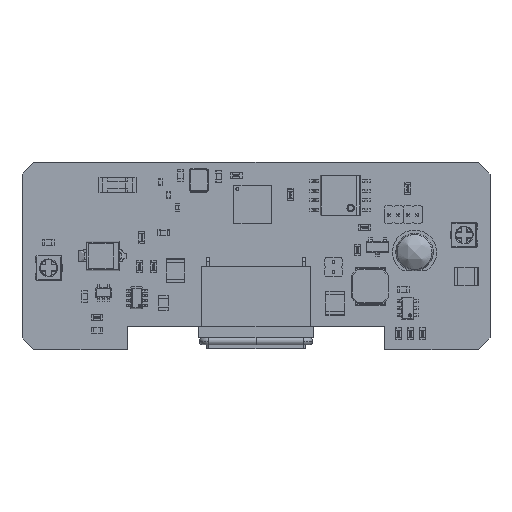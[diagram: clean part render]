
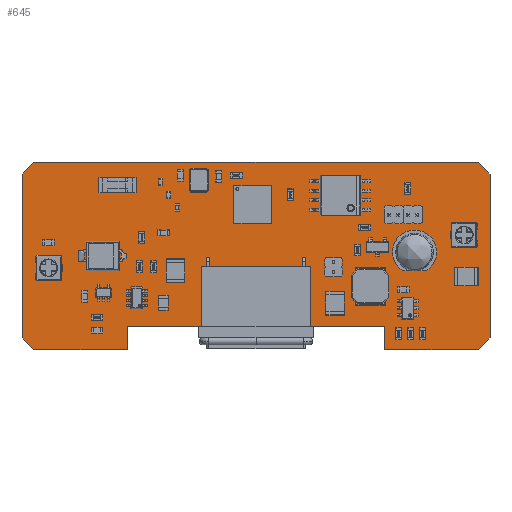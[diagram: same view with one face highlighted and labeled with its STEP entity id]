
A CAD part, top view. The second image highlights one B-rep face of the part: STEP entity #645.
In plain terms, the highlighted planar face has unit normal (0, 0, 1).
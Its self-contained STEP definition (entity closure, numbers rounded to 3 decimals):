
#260 = VERTEX_POINT('',#261);
#261 = CARTESIAN_POINT('',(62.5,1.55,0.891));
#267 = EDGE_CURVE('',#260,#268,#270,.T.);
#268 = VERTEX_POINT('',#269);
#269 = CARTESIAN_POINT('',(60.95,0.,0.891));
#270 = LINE('',#271,#272);
#271 = CARTESIAN_POINT('',(62.5,1.55,0.891));
#272 = VECTOR('',#273,1.);
#273 = DIRECTION('',(-0.707,-0.707,0.));
#298 = EDGE_CURVE('',#268,#299,#301,.T.);
#299 = VERTEX_POINT('',#300);
#300 = CARTESIAN_POINT('',(48.425,0.,0.891));
#301 = LINE('',#302,#303);
#302 = CARTESIAN_POINT('',(60.95,0.,0.891));
#303 = VECTOR('',#304,1.);
#304 = DIRECTION('',(-1.,0.,0.));
#329 = EDGE_CURVE('',#299,#330,#332,.T.);
#330 = VERTEX_POINT('',#331);
#331 = CARTESIAN_POINT('',(48.425,3.125,0.891));
#332 = LINE('',#333,#334);
#333 = CARTESIAN_POINT('',(48.425,0.,0.891));
#334 = VECTOR('',#335,1.);
#335 = DIRECTION('',(0.,1.,0.));
#360 = EDGE_CURVE('',#330,#361,#363,.T.);
#361 = VERTEX_POINT('',#362);
#362 = CARTESIAN_POINT('',(14.075,3.125,0.891));
#363 = LINE('',#364,#365);
#364 = CARTESIAN_POINT('',(48.425,3.125,0.891));
#365 = VECTOR('',#366,1.);
#366 = DIRECTION('',(-1.,0.,0.));
#391 = EDGE_CURVE('',#361,#392,#394,.T.);
#392 = VERTEX_POINT('',#393);
#393 = CARTESIAN_POINT('',(14.075,0.,0.891));
#394 = LINE('',#395,#396);
#395 = CARTESIAN_POINT('',(14.075,3.125,0.891));
#396 = VECTOR('',#397,1.);
#397 = DIRECTION('',(0.,-1.,0.));
#422 = EDGE_CURVE('',#392,#423,#425,.T.);
#423 = VERTEX_POINT('',#424);
#424 = CARTESIAN_POINT('',(1.55,0.,0.891));
#425 = LINE('',#426,#427);
#426 = CARTESIAN_POINT('',(14.075,0.,0.891));
#427 = VECTOR('',#428,1.);
#428 = DIRECTION('',(-1.,0.,0.));
#453 = EDGE_CURVE('',#423,#454,#456,.T.);
#454 = VERTEX_POINT('',#455);
#455 = CARTESIAN_POINT('',(0.,1.55,0.891));
#456 = LINE('',#457,#458);
#457 = CARTESIAN_POINT('',(1.55,0.,0.891));
#458 = VECTOR('',#459,1.);
#459 = DIRECTION('',(-0.707,0.707,0.));
#484 = EDGE_CURVE('',#454,#485,#487,.T.);
#485 = VERTEX_POINT('',#486);
#486 = CARTESIAN_POINT('',(0.,23.45,0.891));
#487 = LINE('',#488,#489);
#488 = CARTESIAN_POINT('',(0.,1.55,0.891));
#489 = VECTOR('',#490,1.);
#490 = DIRECTION('',(0.,1.,0.));
#515 = EDGE_CURVE('',#485,#516,#518,.T.);
#516 = VERTEX_POINT('',#517);
#517 = CARTESIAN_POINT('',(1.55,25.,0.891));
#518 = LINE('',#519,#520);
#519 = CARTESIAN_POINT('',(0.,23.45,0.891));
#520 = VECTOR('',#521,1.);
#521 = DIRECTION('',(0.707,0.707,0.));
#546 = EDGE_CURVE('',#516,#547,#549,.T.);
#547 = VERTEX_POINT('',#548);
#548 = CARTESIAN_POINT('',(60.95,25.,0.891));
#549 = LINE('',#550,#551);
#550 = CARTESIAN_POINT('',(1.55,25.,0.891));
#551 = VECTOR('',#552,1.);
#552 = DIRECTION('',(1.,0.,0.));
#577 = EDGE_CURVE('',#547,#578,#580,.T.);
#578 = VERTEX_POINT('',#579);
#579 = CARTESIAN_POINT('',(62.5,23.45,0.891));
#580 = LINE('',#581,#582);
#581 = CARTESIAN_POINT('',(60.95,25.,0.891));
#582 = VECTOR('',#583,1.);
#583 = DIRECTION('',(0.707,-0.707,0.));
#608 = EDGE_CURVE('',#578,#260,#609,.T.);
#609 = LINE('',#610,#611);
#610 = CARTESIAN_POINT('',(62.5,23.45,0.891));
#611 = VECTOR('',#612,1.);
#612 = DIRECTION('',(0.,-1.,0.));
#645 = ADVANCED_FACE('',(#646),#660,.T.);
#646 = FACE_BOUND('',#647,.F.);
#647 = EDGE_LOOP('',(#648,#649,#650,#651,#652,#653,#654,#655,#656,#657,
    #658,#659));
#648 = ORIENTED_EDGE('',*,*,#267,.T.);
#649 = ORIENTED_EDGE('',*,*,#298,.T.);
#650 = ORIENTED_EDGE('',*,*,#329,.T.);
#651 = ORIENTED_EDGE('',*,*,#360,.T.);
#652 = ORIENTED_EDGE('',*,*,#391,.T.);
#653 = ORIENTED_EDGE('',*,*,#422,.T.);
#654 = ORIENTED_EDGE('',*,*,#453,.T.);
#655 = ORIENTED_EDGE('',*,*,#484,.T.);
#656 = ORIENTED_EDGE('',*,*,#515,.T.);
#657 = ORIENTED_EDGE('',*,*,#546,.T.);
#658 = ORIENTED_EDGE('',*,*,#577,.T.);
#659 = ORIENTED_EDGE('',*,*,#608,.T.);
#660 = PLANE('',#661);
#661 = AXIS2_PLACEMENT_3D('',#662,#663,#664);
#662 = CARTESIAN_POINT('',(62.5,1.55,0.891));
#663 = DIRECTION('',(0.,0.,1.));
#664 = DIRECTION('',(1.,0.,0.));
